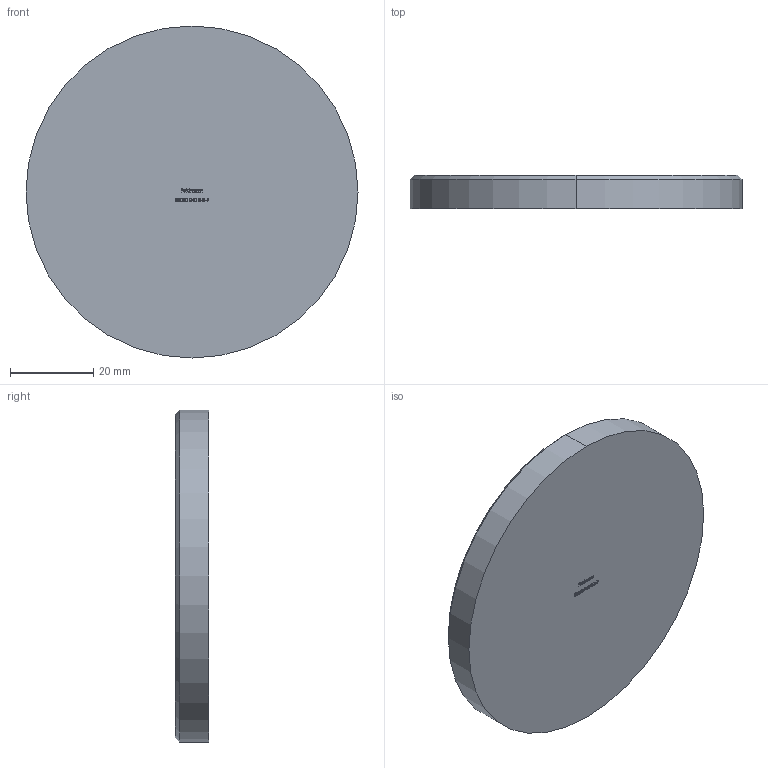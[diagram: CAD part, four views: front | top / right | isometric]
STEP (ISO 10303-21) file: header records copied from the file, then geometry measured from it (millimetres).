
FILE_DESCRIPTION (( 'STEP AP203' ), '1' );
FILE_NAME ('53080-240-8-R-F.STEP', '2020-10-22T07:50:53', ( '' ), ( '' ), 'SwSTEP 2.0', 'SolidWorks 2018', '' );
FILE_SCHEMA (( 'CONFIG_CONTROL_DESIGN' ));
Length unit declared in the file: millimetre
Products named in the file (2): 53080-240-8-R-F
Bounding box: 80 x 8 x 80 mm (x, y, z)
Volume: 40087.5 mm3; surface area: 11922.6 mm2
Topology: 1 solids, 1 shells, 302 faces, 793 edges, 528 vertices
Faces by surface type: plane 156, bspline 142, cone 2, cylinder 2
Entity records: 17418 total; most frequent: CARTESIAN_POINT 10775, ORIENTED_EDGE 1586, DIRECTION 839, EDGE_CURVE 793, VERTEX_POINT 528, LINE 503, VECTOR 503, EDGE_LOOP 337
